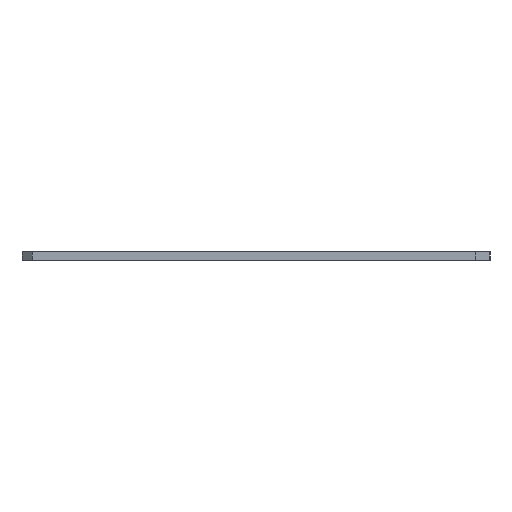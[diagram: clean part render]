
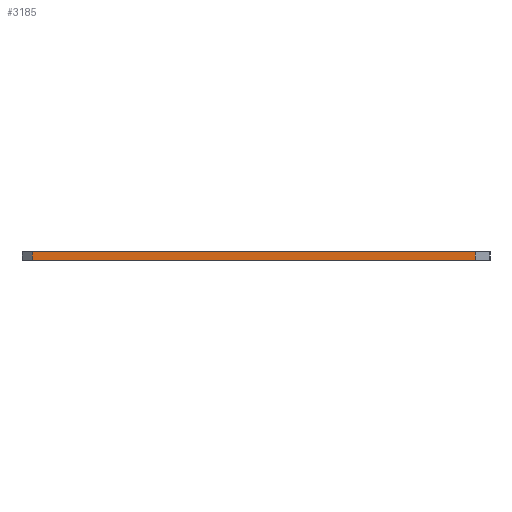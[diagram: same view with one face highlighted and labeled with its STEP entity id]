
A CAD part, left-side view. The second image highlights one B-rep face of the part: STEP entity #3185.
In plain terms, the highlighted planar face has unit normal (-1, 0, 0).
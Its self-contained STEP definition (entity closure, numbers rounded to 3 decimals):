
#152 = VERTEX_POINT('',#153);
#153 = CARTESIAN_POINT('',(89.,-67.5,0.));
#159 = EDGE_CURVE('',#160,#152,#162,.T.);
#160 = VERTEX_POINT('',#161);
#161 = CARTESIAN_POINT('',(89.,-142.,0.));
#162 = LINE('',#163,#164);
#163 = CARTESIAN_POINT('',(89.,-142.,0.));
#164 = VECTOR('',#165,1.);
#165 = DIRECTION('',(0.,1.,0.));
#1642 = VERTEX_POINT('',#1643);
#1643 = CARTESIAN_POINT('',(89.,-67.5,1.51));
#1649 = EDGE_CURVE('',#1650,#1642,#1652,.T.);
#1650 = VERTEX_POINT('',#1651);
#1651 = CARTESIAN_POINT('',(89.,-142.,1.51));
#1652 = LINE('',#1653,#1654);
#1653 = CARTESIAN_POINT('',(89.,-142.,1.51));
#1654 = VECTOR('',#1655,1.);
#1655 = DIRECTION('',(0.,1.,0.));
#3155 = EDGE_CURVE('',#152,#1642,#3156,.T.);
#3156 = LINE('',#3157,#3158);
#3157 = CARTESIAN_POINT('',(89.,-67.5,0.));
#3158 = VECTOR('',#3159,1.);
#3159 = DIRECTION('',(0.,0.,1.));
#3174 = EDGE_CURVE('',#160,#1650,#3175,.T.);
#3175 = LINE('',#3176,#3177);
#3176 = CARTESIAN_POINT('',(89.,-142.,0.));
#3177 = VECTOR('',#3178,1.);
#3178 = DIRECTION('',(0.,0.,1.));
#3185 = ADVANCED_FACE('',(#3186),#3192,.T.);
#3186 = FACE_BOUND('',#3187,.T.);
#3187 = EDGE_LOOP('',(#3188,#3189,#3190,#3191));
#3188 = ORIENTED_EDGE('',*,*,#3174,.T.);
#3189 = ORIENTED_EDGE('',*,*,#1649,.T.);
#3190 = ORIENTED_EDGE('',*,*,#3155,.F.);
#3191 = ORIENTED_EDGE('',*,*,#159,.F.);
#3192 = PLANE('',#3193);
#3193 = AXIS2_PLACEMENT_3D('',#3194,#3195,#3196);
#3194 = CARTESIAN_POINT('',(89.,-142.,0.));
#3195 = DIRECTION('',(-1.,0.,0.));
#3196 = DIRECTION('',(0.,1.,0.));
